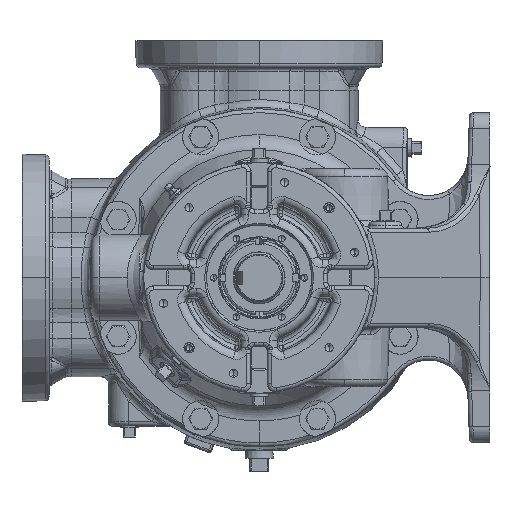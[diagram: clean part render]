
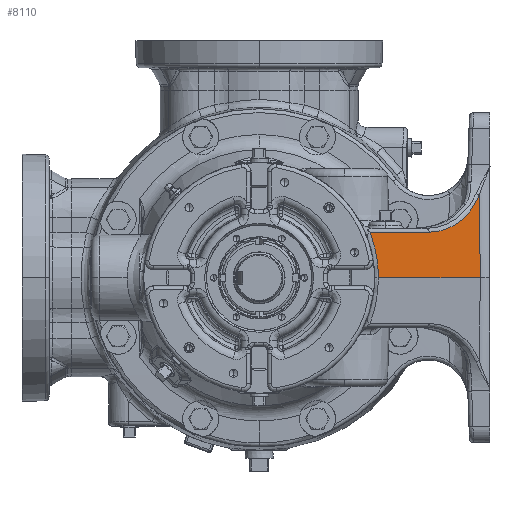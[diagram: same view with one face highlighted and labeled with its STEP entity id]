
A CAD part, left-side view. The second image highlights one B-rep face of the part: STEP entity #8110.
In plain terms, the highlighted planar face has unit normal (-0.642, -0.766, 0.035).
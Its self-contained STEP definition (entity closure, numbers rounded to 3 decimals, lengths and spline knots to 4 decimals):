
#4322 = EDGE_CURVE ( 'NONE', #70769, #101617, #178492, .T. ) ;
#8110 = ADVANCED_FACE ( 'Defeatured_0_2418', ( #81988 ), #210569, .T. ) ;
#14229 = AXIS2_PLACEMENT_3D ( 'NONE', #207085, #136227, #48842 ) ;
#16749 = CARTESIAN_POINT ( 'NONE',  ( -5.8632, -6.6524, 3.434 ) ) ;
#25069 = VERTEX_POINT ( 'NONE', #49077 ) ;
#25365 =( BOUNDED_CURVE ( )  B_SPLINE_CURVE ( 3, ( #45175, #189180, #49792, #104087 ),
 .UNSPECIFIED., .F., .F. ) 
 B_SPLINE_CURVE_WITH_KNOTS ( ( 4, 4 ),
 ( 3.5831, 4.6581 ),
 .UNSPECIFIED. ) 
 CURVE ( )  GEOMETRIC_REPRESENTATION_ITEM ( )  RATIONAL_B_SPLINE_CURVE ( ( 1., 0.906, 0.906, 1. ) ) 
 REPRESENTATION_ITEM ( '' )  );
#31420 = VECTOR ( 'NONE', #88810, 39.3701 ) ;
#33270 = CARTESIAN_POINT ( 'NONE',  ( -5.896, -6.6677, 2.4956 ) ) ;
#39992 = CARTESIAN_POINT ( 'NONE',  ( -5.3907, -7.2054, 0. ) ) ;
#45175 = CARTESIAN_POINT ( 'NONE',  ( -5.896, -6.6677, 2.4956 ) ) ;
#48842 = DIRECTION ( 'NONE',  ( 0.766, -0.643, 0. ) ) ;
#49077 = CARTESIAN_POINT ( 'NONE',  ( -9.667, -3.6172, 0. ) ) ;
#49644 = CARTESIAN_POINT ( 'NONE',  ( -9.667, -3.6172, 0. ) ) ;
#49792 = CARTESIAN_POINT ( 'NONE',  ( -6.962, -5.8238, 1.3842 ) ) ;
#70769 = VERTEX_POINT ( 'NONE', #139833 ) ;
#71971 = CARTESIAN_POINT ( 'NONE',  ( -9.7202, -3.5297, 0.9402 ) ) ;
#75810 = VECTOR ( 'NONE', #111990, 39.3701 ) ;
#78086 = LINE ( 'NONE', #170075, #132081 ) ;
#81988 = FACE_OUTER_BOUND ( 'NONE', #192813, .T. ) ;
#88810 = DIRECTION ( 'NONE',  ( 0.035, 0.016, 0.999 ) ) ;
#95352 = EDGE_CURVE ( 'NONE', #101617, #230547, #25365, .T. ) ;
#101585 = VERTEX_POINT ( 'NONE', #120688 ) ;
#101617 = VERTEX_POINT ( 'NONE', #33270 ) ;
#103940 = CARTESIAN_POINT ( 'NONE',  ( -9.6437, -3.6151, 0.474 ) ) ;
#104087 = CARTESIAN_POINT ( 'NONE',  ( -7.7607, -5.1537, 1.3842 ) ) ;
#104825 = ORIENTED_EDGE ( 'NONE', *, *, #166469, .T. ) ;
#111990 = DIRECTION ( 'NONE',  ( 0.766, -0.643, 0. ) ) ;
#120688 = CARTESIAN_POINT ( 'NONE',  ( -9.894, -3.3636, 1.3842 ) ) ;
#129682 = LINE ( 'NONE', #39992, #75810 ) ;
#131152 = DIRECTION ( 'NONE',  ( -0.766, 0.643, 0. ) ) ;
#132081 = VECTOR ( 'NONE', #131152, 39.3701 ) ;
#133573 = CARTESIAN_POINT ( 'NONE',  ( -7.7607, -5.1537, 1.3842 ) ) ;
#136227 = DIRECTION ( 'NONE',  ( -0.642, -0.766, 0.035 ) ) ;
#139833 = CARTESIAN_POINT ( 'NONE',  ( -5.9831, -6.7083, 0. ) ) ;
#166469 = EDGE_CURVE ( 'NONE', #101585, #25069, #212136, .T. ) ;
#170075 = CARTESIAN_POINT ( 'NONE',  ( -5.3596, -7.1684, 1.3842 ) ) ;
#174794 = CARTESIAN_POINT ( 'NONE',  ( -9.894, -3.3636, 1.3842 ) ) ;
#175423 = ORIENTED_EDGE ( 'NONE', *, *, #4322, .T. ) ;
#178492 = LINE ( 'NONE', #16749, #31420 ) ;
#187266 = EDGE_CURVE ( 'NONE', #230547, #101585, #78086, .T. ) ;
#187565 = EDGE_CURVE ( 'NONE', #25069, #70769, #129682, .T. ) ;
#189180 = CARTESIAN_POINT ( 'NONE',  ( -6.2759, -6.3809, 1.7931 ) ) ;
#192813 = EDGE_LOOP ( 'NONE', ( #210199, #104825, #224689, #175423, #199424 ) ) ;
#199424 = ORIENTED_EDGE ( 'NONE', *, *, #95352, .T. ) ;
#207085 = CARTESIAN_POINT ( 'NONE',  ( -5.3907, -7.2054, 0. ) ) ;
#210199 = ORIENTED_EDGE ( 'NONE', *, *, #187266, .T. ) ;
#210569 = PLANE ( 'NONE',  #14229 ) ;
#212136 =( BOUNDED_CURVE ( )  B_SPLINE_CURVE ( 3, ( #174794, #71971, #103940, #49644 ),
 .UNSPECIFIED., .F., .F. ) 
 B_SPLINE_CURVE_WITH_KNOTS ( ( 4, 4 ),
 ( 2.8291, 3.1828 ),
 .UNSPECIFIED. ) 
 CURVE ( )  GEOMETRIC_REPRESENTATION_ITEM ( )  RATIONAL_B_SPLINE_CURVE ( ( 1., 0.99, 0.99, 1. ) ) 
 REPRESENTATION_ITEM ( '' )  );
#224689 = ORIENTED_EDGE ( 'NONE', *, *, #187565, .T. ) ;
#230547 = VERTEX_POINT ( 'NONE', #133573 ) ;
